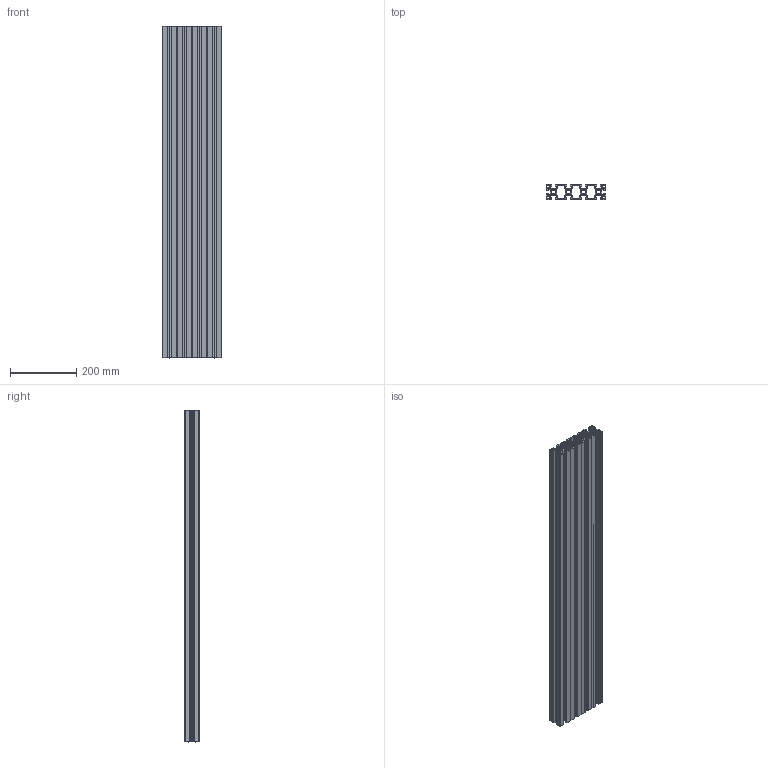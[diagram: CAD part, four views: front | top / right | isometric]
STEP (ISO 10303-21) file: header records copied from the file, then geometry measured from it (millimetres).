
FILE_DESCRIPTION (( 'STEP AP214' ), '1' );
FILE_NAME ('5518X Êîíñòðóêöèîííûé ïðîôèëü 45õ180.STEP', '2019-11-11T07:20:31', ( 'Windows User' ), ( '' ), 'SwSTEP 2.0', 'SolidWorks 2019', '' );
FILE_SCHEMA (( 'AUTOMOTIVE_DESIGN' ));
Length unit declared in the file: millimetre
Products named in the file (1): 5518X Êîíñòðóêöèîííûé ïðîôèëü 45õ180
Bounding box: 180 x 45 x 1000 mm (x, y, z)
Volume: 2401134.2 mm3; surface area: 1724622.1 mm2
Topology: 1 solids, 1 shells, 902 faces, 2700 edges, 1800 vertices
Faces by surface type: plane 476, cylinder 426
Entity records: 30654 total; most frequent: CARTESIAN_POINT 5403, ORIENTED_EDGE 5400, DIRECTION 5358, EDGE_CURVE 2700, VECTOR 1848, LINE 1848, VERTEX_POINT 1800, AXIS2_PLACEMENT_3D 1755
